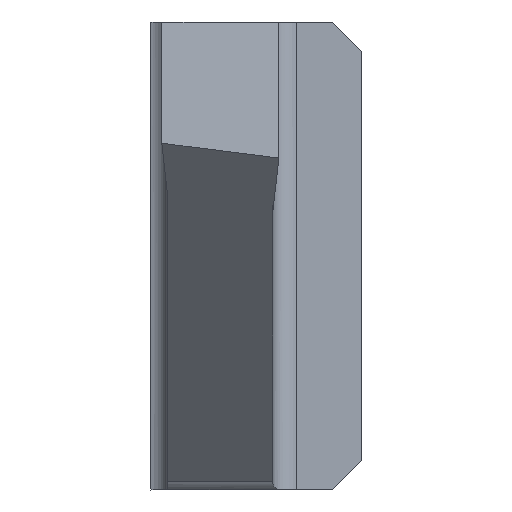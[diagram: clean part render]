
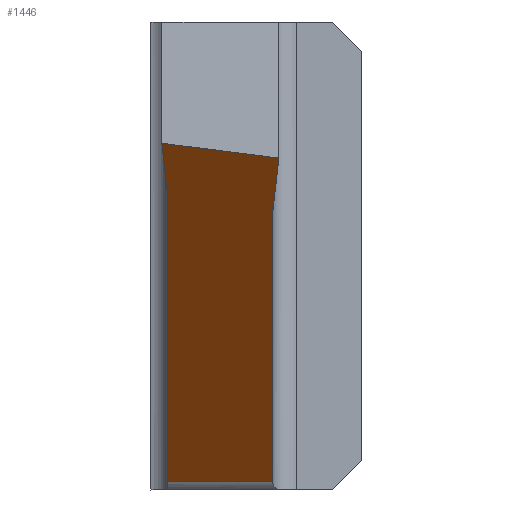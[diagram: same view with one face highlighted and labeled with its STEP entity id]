
A CAD part, front view. The second image highlights one B-rep face of the part: STEP entity #1446.
In plain terms, the highlighted planar face has unit normal (0, -0.427, -0.904).
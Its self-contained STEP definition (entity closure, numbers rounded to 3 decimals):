
#1290=CARTESIAN_POINT('',(0.19,0.,-2.072));
#1291=VERTEX_POINT('',#1290);
#1302=CARTESIAN_POINT('',(0.29,1.908,-2.974));
#1303=DIRECTION('',(-0.047,-0.903,0.427));
#1304=VECTOR('',#1303,2.113);
#1305=LINE('',#1302,#1304);
#1306=CARTESIAN_POINT('',(0.29,1.908,-2.974));
#1307=VERTEX_POINT('',#1306);
#1308=EDGE_CURVE('',#1307,#1291,#1305,.T.);
#1352=CARTESIAN_POINT('',(0.695,5.638,-4.737));
#1353=DIRECTION('',(0.,0.427,0.904));
#1354=DIRECTION('',(0.,-0.386,0.183));
#1355=AXIS2_PLACEMENT_3D('',#1352,#1353,#1354);
#1356=PLANE('',#1355);
#1357=CARTESIAN_POINT('',(2.09,2.444,-3.227));
#1358=DIRECTION('',(0.,0.904,-0.427));
#1359=VECTOR('',#1358,10.817);
#1360=LINE('',#1357,#1359);
#1361=CARTESIAN_POINT('',(2.09,2.444,-3.227));
#1362=VERTEX_POINT('',#1361);
#1363=CARTESIAN_POINT('',(2.09,12.223,-7.85));
#1364=VERTEX_POINT('',#1363);
#1365=EDGE_CURVE('',#1362,#1364,#1360,.T.);
#1366=ORIENTED_EDGE('Edge 1020',*,*,#1365,.F.);
#1375=CARTESIAN_POINT('',(0.29,12.223,-7.85));
#1376=DIRECTION('',(1.,0.,0.));
#1377=VECTOR('',#1376,1.8);
#1378=LINE('',#1375,#1377);
#1379=CARTESIAN_POINT('',(0.29,12.223,-7.85));
#1380=VERTEX_POINT('',#1379);
#1381=EDGE_CURVE('',#1380,#1364,#1378,.T.);
#1382=ORIENTED_EDGE('Edge 222',*,*,#1381,.T.);
#1391=CARTESIAN_POINT('',(0.29,12.223,-7.85));
#1392=DIRECTION('',(0.,-0.904,0.427));
#1393=VECTOR('',#1392,11.409);
#1394=LINE('',#1391,#1393);
#1395=EDGE_CURVE('',#1380,#1307,#1394,.T.);
#1396=ORIENTED_EDGE('Edge 976',*,*,#1395,.F.);
#1405=ORIENTED_EDGE('Edge 232',*,*,#1308,.F.);
#1414=CARTESIAN_POINT('',(0.19,0.,-2.072));
#1415=DIRECTION('',(0.959,0.257,-0.121));
#1416=VECTOR('',#1415,2.086);
#1417=LINE('',#1414,#1416);
#1418=CARTESIAN_POINT('',(2.19,0.536,-2.326));
#1419=VERTEX_POINT('',#1418);
#1420=EDGE_CURVE('',#1291,#1419,#1417,.T.);
#1421=ORIENTED_EDGE('Edge 237',*,*,#1420,.F.);
#1430=CARTESIAN_POINT('',(2.19,0.536,-2.326));
#1431=DIRECTION('',(-0.047,0.903,-0.427));
#1432=VECTOR('',#1431,2.113);
#1433=LINE('',#1430,#1432);
#1434=EDGE_CURVE('',#1419,#1362,#1433,.T.);
#1435=ORIENTED_EDGE('Edge 242',*,*,#1434,.F.);
#1444=EDGE_LOOP('',(#1435,#1421,#1405,#1396,#1382,#1366));
#1445=FACE_OUTER_BOUND('Loop 243',#1444,.T.);
#1446=ADVANCED_FACE('Face 244',(#1445),#1356,.F.);
